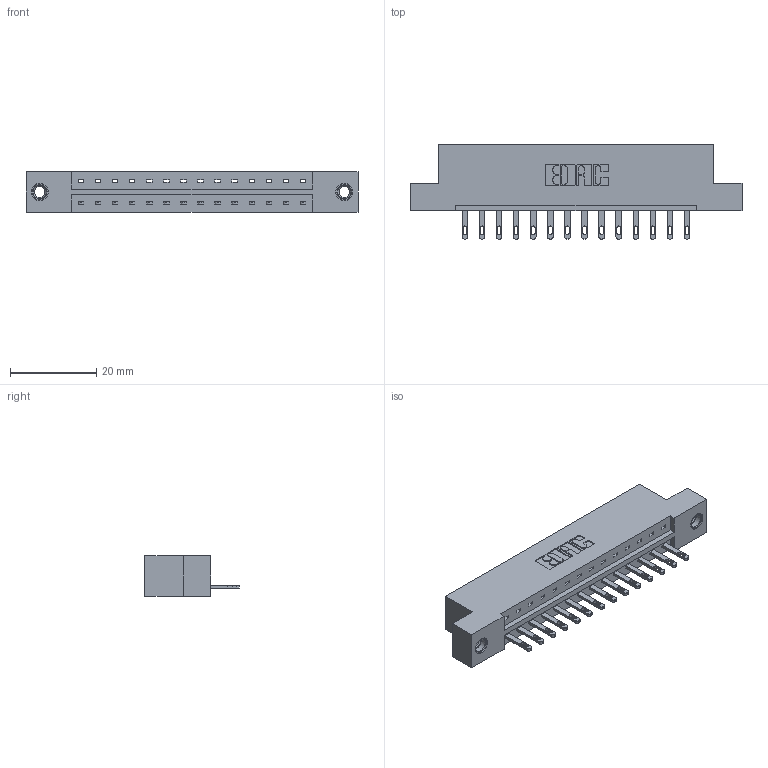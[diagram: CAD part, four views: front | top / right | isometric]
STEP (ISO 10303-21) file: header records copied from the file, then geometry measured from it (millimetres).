
FILE_DESCRIPTION (( 'STEP AP203' ), '1' );
FILE_NAME ('833-014-500-107.STEP', '2020-05-31T00:43:57', ( '' ), ( '' ), 'SwSTEP 2.0', 'SolidWorks 2020', '' );
FILE_SCHEMA (( 'CONFIG_CONTROL_DESIGN' ));
Length unit declared in the file: inch
Products named in the file (4): 833 Part_Flush - .156 Dia - TI; 833-014-500-107; 345-292-001_345-293-100; 345-250-001_345-250-005-103
Assembly tree (17 placements, depth 2):
  833-014-500-107
    833 Part_Flush - .156 Dia - TI
    345-292-001_345-293-100  x14
    345-250-001_345-250-005-103  x2
Bounding box: 77.01 x 21.85 x 9.4 mm (x, y, z)
Volume: 7504 mm3; surface area: 8007.4 mm2
Topology: 17 solids, 17 shells, 930 faces, 2799 edges, 1858 vertices
Faces by surface type: plane 606, cylinder 308, cone 12, torus 4
Entity records: 13296 total; most frequent: CARTESIAN_POINT 2279, ORIENTED_EDGE 2222, DIRECTION 2013, EDGE_CURVE 1111, VECTOR 959, LINE 959, VERTEX_POINT 736, AXIS2_PLACEMENT_3D 527
